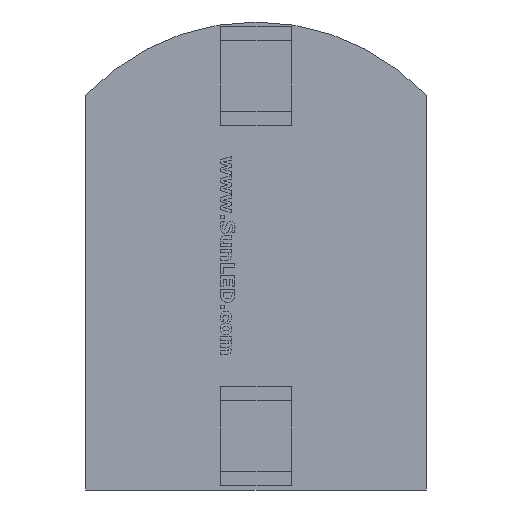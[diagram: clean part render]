
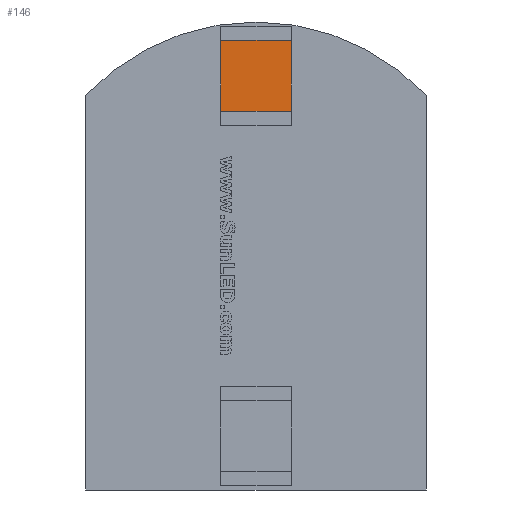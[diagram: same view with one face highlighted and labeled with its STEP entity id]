
A CAD part, front view. The second image highlights one B-rep face of the part: STEP entity #146.
In plain terms, the highlighted planar face has unit normal (0, -1, 0).
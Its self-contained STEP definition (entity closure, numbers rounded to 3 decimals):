
#146 = ADVANCED_FACE ( 'NONE', ( #569 ), #983, .F. ) ;
#569 = FACE_OUTER_BOUND ( 'NONE', #2478, .T. ) ;
#983 = PLANE ( 'NONE',  #3960 ) ;
#984 = CARTESIAN_POINT ( 'NONE',  ( 0.25, -27.05, 0. ) ) ;
#985 = DIRECTION ( 'NONE',  ( 0., 1., 0. ) ) ;
#986 = DIRECTION ( 'NONE',  ( 0., 0., 1. ) ) ;
#2478 = EDGE_LOOP ( 'NONE', ( #11283, #11284, #11282, #11286 ) ) ;
#3960 = AXIS2_PLACEMENT_3D ( 'NONE', #984, #985, #986 ) ;
#8806 = CARTESIAN_POINT ( 'NONE',  ( -0.25, -27.05, 1.52 ) ) ;
#8875 = CARTESIAN_POINT ( 'NONE',  ( 0.25, -27.05, 1.52 ) ) ;
#8907 = CARTESIAN_POINT ( 'NONE',  ( -0.25, -27.05, 1.02 ) ) ;
#9007 = CARTESIAN_POINT ( 'NONE',  ( 0.25, -27.05, 1.02 ) ) ;
#9470 = VECTOR ( 'NONE', #10325, 1000. ) ;
#9494 = VECTOR ( 'NONE', #10397, 1000. ) ;
#9497 = VECTOR ( 'NONE', #10406, 1000. ) ;
#9498 = VECTOR ( 'NONE', #10409, 1000. ) ;
#10323 = LINE ( 'NONE', #10324, #9470 ) ;
#10324 = CARTESIAN_POINT ( 'NONE',  ( 0.25, -27.05, 1.02 ) ) ;
#10325 = DIRECTION ( 'NONE',  ( -1., 0., 0. ) ) ;
#10395 = LINE ( 'NONE', #10396, #9494 ) ;
#10396 = CARTESIAN_POINT ( 'NONE',  ( 0.25, -27.05, 1.52 ) ) ;
#10397 = DIRECTION ( 'NONE',  ( -1., 0., 0. ) ) ;
#10404 = LINE ( 'NONE', #10405, #9497 ) ;
#10405 = CARTESIAN_POINT ( 'NONE',  ( -0.25, -27.05, 0. ) ) ;
#10406 = DIRECTION ( 'NONE',  ( 0., 0., -1. ) ) ;
#10407 = LINE ( 'NONE', #10408, #9498 ) ;
#10408 = CARTESIAN_POINT ( 'NONE',  ( 0.25, -27.05, 0. ) ) ;
#10409 = DIRECTION ( 'NONE',  ( 0., 0., -1. ) ) ;
#10731 = VERTEX_POINT ( 'NONE', #8806 ) ;
#10857 = VERTEX_POINT ( 'NONE', #8875 ) ;
#10908 = VERTEX_POINT ( 'NONE', #8907 ) ;
#11024 = VERTEX_POINT ( 'NONE', #9007 ) ;
#11282 = ORIENTED_EDGE ( 'NONE', *, *, #12659, .F. ) ;
#11283 = ORIENTED_EDGE ( 'NONE', *, *, #12658, .T. ) ;
#11284 = ORIENTED_EDGE ( 'NONE', *, *, #12631, .F. ) ;
#11286 = ORIENTED_EDGE ( 'NONE', *, *, #12655, .T. ) ;
#12631 = EDGE_CURVE ( 'NONE', #11024, #10908, #10323, .T. ) ;
#12655 = EDGE_CURVE ( 'NONE', #10857, #10731, #10395, .T. ) ;
#12658 = EDGE_CURVE ( 'NONE', #10731, #10908, #10404, .T. ) ;
#12659 = EDGE_CURVE ( 'NONE', #10857, #11024, #10407, .T. ) ;
